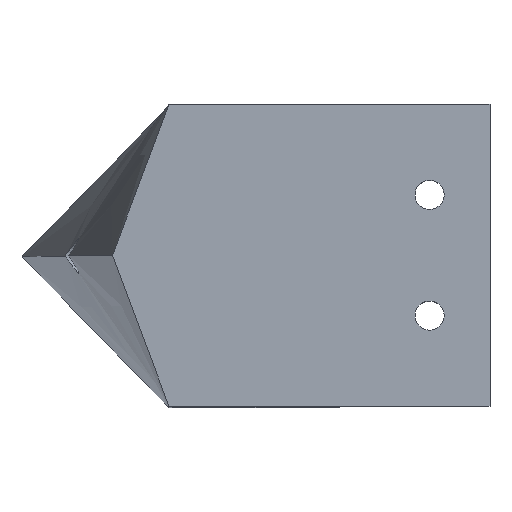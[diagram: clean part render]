
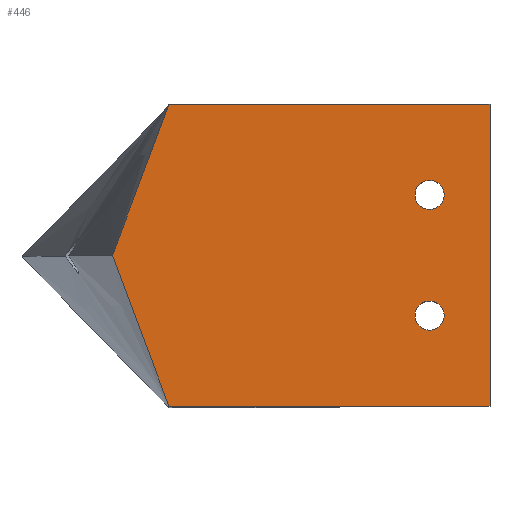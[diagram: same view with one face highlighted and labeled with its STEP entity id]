
A CAD part, top view. The second image highlights one B-rep face of the part: STEP entity #446.
In plain terms, the highlighted planar face has unit normal (0, 0, 1).
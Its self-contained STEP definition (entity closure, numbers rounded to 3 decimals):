
#20=FACE_BOUND('',#98,.T.);
#21=FACE_BOUND('',#99,.T.);
#27=CIRCLE('',#473,1.45);
#28=CIRCLE('',#474,1.45);
#30=CIRCLE('',#477,1.45);
#31=CIRCLE('',#478,1.45);
#70=FACE_OUTER_BOUND('',#97,.T.);
#97=EDGE_LOOP('',(#374,#375,#376,#377,#378));
#98=EDGE_LOOP('',(#379,#380));
#99=EDGE_LOOP('',(#381,#382));
#105=LINE('',#637,#145);
#118=LINE('',#839,#158);
#139=LINE('',#881,#179);
#140=LINE('',#882,#180);
#141=LINE('',#883,#181);
#145=VECTOR('',#515,10.);
#158=VECTOR('',#586,10.);
#179=VECTOR('',#621,10.);
#180=VECTOR('',#622,10.);
#181=VECTOR('',#623,10.);
#185=VERTEX_POINT('',#635);
#186=VERTEX_POINT('',#636);
#189=VERTEX_POINT('',#644);
#190=VERTEX_POINT('',#645);
#192=VERTEX_POINT('',#652);
#193=VERTEX_POINT('',#653);
#213=VERTEX_POINT('',#836);
#214=VERTEX_POINT('',#838);
#228=VERTEX_POINT('',#880);
#229=EDGE_CURVE('',#185,#186,#105,.T.);
#233=EDGE_CURVE('',#189,#190,#27,.T.);
#234=EDGE_CURVE('',#190,#189,#28,.T.);
#237=EDGE_CURVE('',#192,#193,#30,.T.);
#238=EDGE_CURVE('',#193,#192,#31,.T.);
#264=EDGE_CURVE('',#214,#213,#118,.T.);
#285=EDGE_CURVE('',#185,#228,#139,.T.);
#286=EDGE_CURVE('',#228,#214,#140,.T.);
#287=EDGE_CURVE('',#213,#186,#141,.T.);
#374=ORIENTED_EDGE('',*,*,#285,.T.);
#375=ORIENTED_EDGE('',*,*,#286,.T.);
#376=ORIENTED_EDGE('',*,*,#264,.T.);
#377=ORIENTED_EDGE('',*,*,#287,.T.);
#378=ORIENTED_EDGE('',*,*,#229,.F.);
#379=ORIENTED_EDGE('',*,*,#233,.T.);
#380=ORIENTED_EDGE('',*,*,#234,.T.);
#381=ORIENTED_EDGE('',*,*,#237,.T.);
#382=ORIENTED_EDGE('',*,*,#238,.T.);
#425=PLANE('',#507);
#446=ADVANCED_FACE('',(#70,#20,#21),#425,.T.);
#473=AXIS2_PLACEMENT_3D('',#646,#521,#522);
#474=AXIS2_PLACEMENT_3D('',#647,#523,#524);
#477=AXIS2_PLACEMENT_3D('',#654,#530,#531);
#478=AXIS2_PLACEMENT_3D('',#655,#532,#533);
#507=AXIS2_PLACEMENT_3D('',#879,#619,#620);
#515=DIRECTION('',(0.,-1.,0.));
#521=DIRECTION('center_axis',(0.,0.,
-1.));
#522=DIRECTION('ref_axis',(1.,0.,0.));
#523=DIRECTION('center_axis',(0.,0.,
-1.));
#524=DIRECTION('ref_axis',(1.,0.,0.));
#530=DIRECTION('center_axis',(0.,0.,
-1.));
#531=DIRECTION('ref_axis',(1.,0.,0.));
#532=DIRECTION('center_axis',(0.,0.,
-1.));
#533=DIRECTION('ref_axis',(1.,0.,0.));
#586=DIRECTION('',(0.35,-0.937,0.));
#619=DIRECTION('center_axis',(0.,0.,
1.));
#620=DIRECTION('ref_axis',(1.,0.,0.));
#621=DIRECTION('',(-1.,0.,0.));
#622=DIRECTION('',(-0.35,-0.937,0.));
#623=DIRECTION('',(1.,0.,0.));
#635=CARTESIAN_POINT('',(31.51,15.,86.));
#636=CARTESIAN_POINT('',(31.51,-15.,86.));
#637=CARTESIAN_POINT('',(31.51,15.,86.));
#644=CARTESIAN_POINT('',(26.96,-6.,86.));
#645=CARTESIAN_POINT('',(24.06,-6.,86.));
#646=CARTESIAN_POINT('Origin',(25.51,-6.,86.));
#647=CARTESIAN_POINT('Origin',(25.51,-6.,86.));
#652=CARTESIAN_POINT('',(26.96,6.,86.));
#653=CARTESIAN_POINT('',(24.06,6.,86.));
#654=CARTESIAN_POINT('Origin',(25.51,6.,86.));
#655=CARTESIAN_POINT('Origin',(25.51,6.,86.));
#836=CARTESIAN_POINT('',(-0.4,-15.,86.));
#838=CARTESIAN_POINT('',(-6.,0.,86.));
#839=CARTESIAN_POINT('',(-6.,0.,86.));
#879=CARTESIAN_POINT('Origin',(-1.634,0.,
86.));
#880=CARTESIAN_POINT('',(-0.4,15.,86.));
#881=CARTESIAN_POINT('',(0.,15.,86.));
#882=CARTESIAN_POINT('',(-0.4,15.,86.));
#883=CARTESIAN_POINT('',(0.,-15.,86.));
